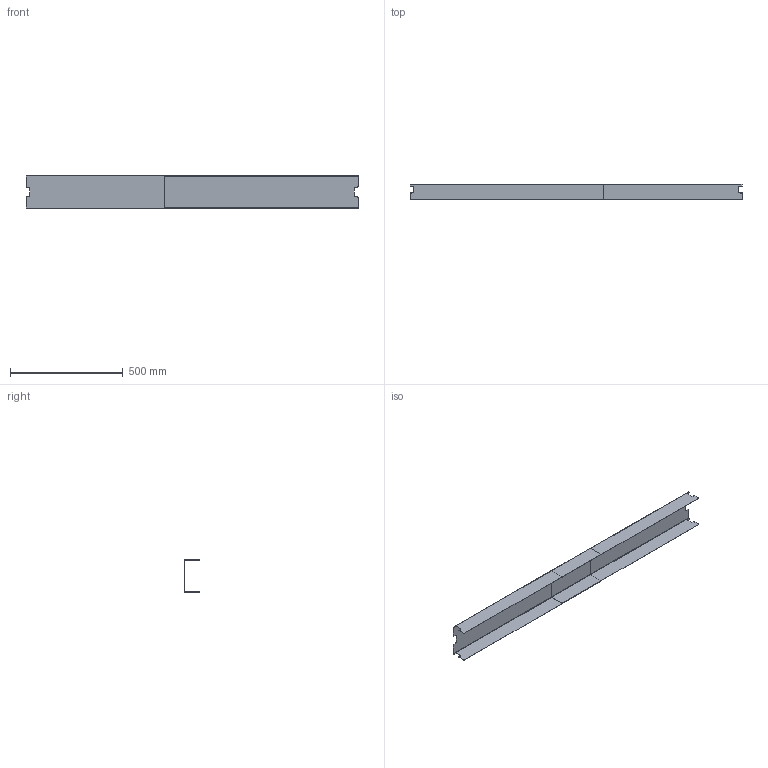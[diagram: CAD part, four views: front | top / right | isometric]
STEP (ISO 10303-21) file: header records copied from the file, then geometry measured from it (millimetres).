
FILE_DESCRIPTION (( 'STEP AP203' ), '1' );
FILE_NAME ('505311xxB_Swedstyle Cover Twin -22.STEP', '2022-02-01T14:47:15', ( '' ), ( '' ), 'SwSTEP 2.0', 'SolidWorks 2021', '' );
FILE_SCHEMA (( 'CONFIG_CONTROL_DESIGN' ));
Length unit declared in the file: millimetre
Products named in the file (3): UV_Cover Twin_505311xxB -22; 505311xxB_Swedstyle Cover Twin -22; IV_Cover Twin_505311xxB -22
Assembly tree (2 placements, depth 2):
  505311xxB_Swedstyle Cover Twin -22
    UV_Cover Twin_505311xxB -22
    IV_Cover Twin_505311xxB -22
Bounding box: 1475.56 x 68.4 x 146.4 mm (x, y, z)
Surface area: 954985.1 mm2 (no closed solid volume)
Topology: 0 solids, 2 shells, 94 faces, 270 edges, 172 vertices
Faces by surface type: plane 50, cylinder 44
Entity records: 3367 total; most frequent: DIRECTION 560, CARTESIAN_POINT 541, ORIENTED_EDGE 500, EDGE_CURVE 270, AXIS2_PLACEMENT_3D 191, LINE 178, VECTOR 178, VERTEX_POINT 172
